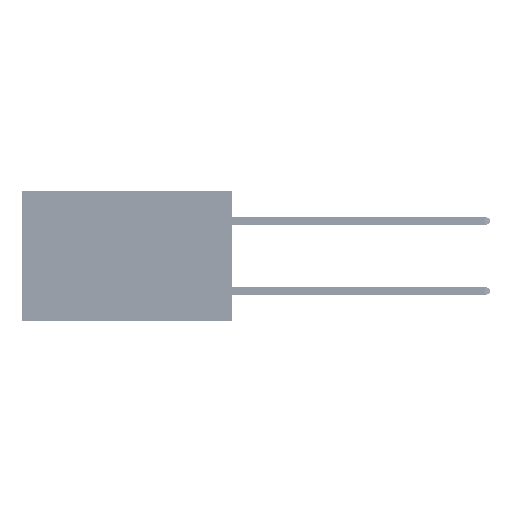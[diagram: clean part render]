
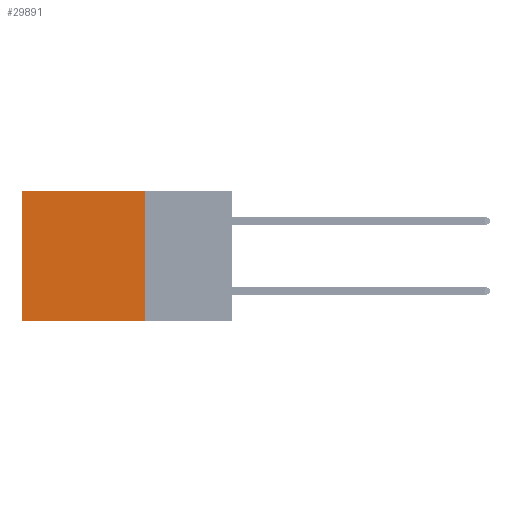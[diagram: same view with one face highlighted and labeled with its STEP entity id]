
A CAD part, left-side view. The second image highlights one B-rep face of the part: STEP entity #29891.
In plain terms, the highlighted planar face has unit normal (-1, 0, 0).
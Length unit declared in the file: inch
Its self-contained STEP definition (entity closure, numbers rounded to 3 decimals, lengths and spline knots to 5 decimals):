
#15 = EDGE_CURVE ( 'NONE', #37474, #5183, #6077, .T. ) ;
#3538 = VECTOR ( 'NONE', #30400, 39.37008 ) ;
#3934 = CARTESIAN_POINT ( 'NONE',  ( 0.2875, 0.6, 0. ) ) ;
#5183 = VERTEX_POINT ( 'NONE', #42928 ) ;
#5440 = DIRECTION ( 'NONE',  ( 1., 0., 0. ) ) ;
#6077 = LINE ( 'NONE', #22517, #3538 ) ;
#6495 = ORIENTED_EDGE ( 'NONE', *, *, #31463, .T. ) ;
#6786 = LINE ( 'NONE', #27434, #26227 ) ;
#7172 = VERTEX_POINT ( 'NONE', #50613 ) ;
#8940 = CARTESIAN_POINT ( 'NONE',  ( 0.2875, 0.25, -0.37 ) ) ;
#9423 = CARTESIAN_POINT ( 'NONE',  ( 0.2875, 0.25, 0. ) ) ;
#11057 = EDGE_LOOP ( 'NONE', ( #41850, #23952, #17292, #6495 ) ) ;
#13996 = VERTEX_POINT ( 'NONE', #8940 ) ;
#15274 = CARTESIAN_POINT ( 'NONE',  ( 0.2875, 0.25, -0.37 ) ) ;
#17292 = ORIENTED_EDGE ( 'NONE', *, *, #27572, .F. ) ;
#19012 = AXIS2_PLACEMENT_3D ( 'NONE', #24157, #5440, #33432 ) ;
#20989 = DIRECTION ( 'NONE',  ( 0., 1., 0. ) ) ;
#22517 = CARTESIAN_POINT ( 'NONE',  ( 0.2875, 0.6, 0. ) ) ;
#22632 = VECTOR ( 'NONE', #20989, 39.37008 ) ;
#23362 = FACE_OUTER_BOUND ( 'NONE', #11057, .T. ) ;
#23952 = ORIENTED_EDGE ( 'NONE', *, *, #44979, .F. ) ;
#24157 = CARTESIAN_POINT ( 'NONE',  ( 0.2875, 0.25, 0. ) ) ;
#26041 = VECTOR ( 'NONE', #35063, 39.37008 ) ;
#26227 = VECTOR ( 'NONE', #27774, 39.37008 ) ;
#27434 = CARTESIAN_POINT ( 'NONE',  ( 0.2875, 0.25, 0. ) ) ;
#27572 = EDGE_CURVE ( 'NONE', #7172, #13996, #6786, .T. ) ;
#27774 = DIRECTION ( 'NONE',  ( 0., 0., -1. ) ) ;
#29438 = PLANE ( 'NONE',  #19012 ) ;
#29891 = ADVANCED_FACE ( 'NONE', ( #23362 ), #29438, .F. ) ;
#30400 = DIRECTION ( 'NONE',  ( 0., 0., -1. ) ) ;
#31463 = EDGE_CURVE ( 'NONE', #7172, #37474, #41406, .T. ) ;
#33432 = DIRECTION ( 'NONE',  ( 0., 0., -1. ) ) ;
#35063 = DIRECTION ( 'NONE',  ( 0., 1., 0. ) ) ;
#37474 = VERTEX_POINT ( 'NONE', #3934 ) ;
#41406 = LINE ( 'NONE', #9423, #22632 ) ;
#41707 = LINE ( 'NONE', #15274, #26041 ) ;
#41850 = ORIENTED_EDGE ( 'NONE', *, *, #15, .T. ) ;
#42928 = CARTESIAN_POINT ( 'NONE',  ( 0.2875, 0.6, -0.37 ) ) ;
#44979 = EDGE_CURVE ( 'NONE', #13996, #5183, #41707, .T. ) ;
#50613 = CARTESIAN_POINT ( 'NONE',  ( 0.2875, 0.25, 0. ) ) ;
